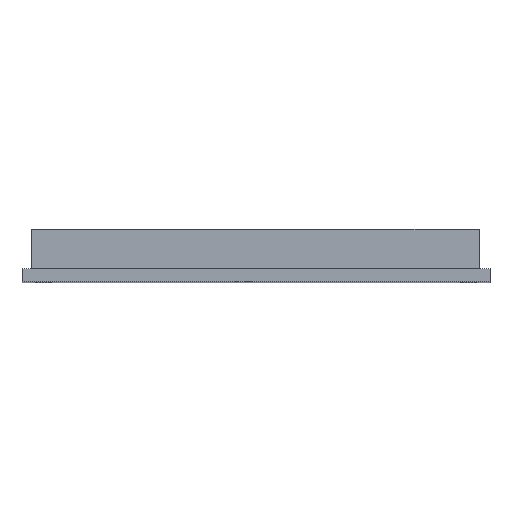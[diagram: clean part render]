
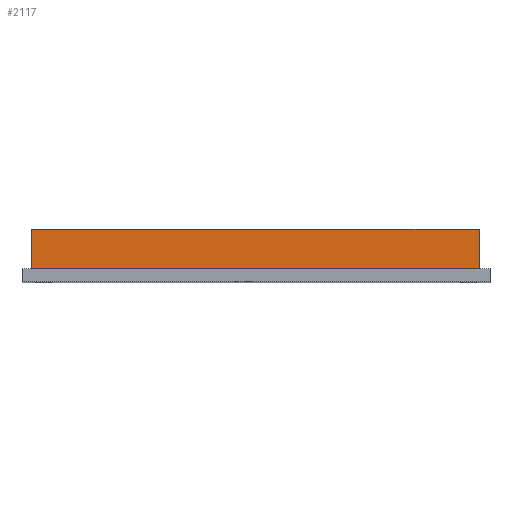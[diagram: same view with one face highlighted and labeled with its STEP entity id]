
A CAD part, top view. The second image highlights one B-rep face of the part: STEP entity #2117.
In plain terms, the highlighted planar face has unit normal (0, 0, 1).
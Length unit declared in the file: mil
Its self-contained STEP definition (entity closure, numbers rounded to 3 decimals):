
#84 = EDGE_CURVE ( 'NONE', #2679, #8911, #2229, .T. ) ;
#621 = VECTOR ( 'NONE', #2527, 39370.079 ) ;
#649 = FACE_OUTER_BOUND ( 'NONE', #6362, .T. ) ;
#1086 = LINE ( 'NONE', #8484, #7410 ) ;
#2117 = ADVANCED_FACE ( 'NONE', ( #649 ), #9496, .F. ) ;
#2229 = LINE ( 'NONE', #8883, #8010 ) ;
#2390 = ORIENTED_EDGE ( 'NONE', *, *, #4893, .F. ) ;
#2527 = DIRECTION ( 'NONE',  ( 0., -1., 0. ) ) ;
#2679 = VERTEX_POINT ( 'NONE', #8007 ) ;
#3085 = AXIS2_PLACEMENT_3D ( 'NONE', #6590, #8874, #5812 ) ;
#3431 = DIRECTION ( 'NONE',  ( 0., -1., 0. ) ) ;
#3554 = ORIENTED_EDGE ( 'NONE', *, *, #5732, .T. ) ;
#3625 = DIRECTION ( 'NONE',  ( 1., 0., 0. ) ) ;
#3664 = CARTESIAN_POINT ( 'NONE',  ( -1346.628, 248.031, 874.957 ) ) ;
#4344 = EDGE_CURVE ( 'NONE', #4925, #8911, #6221, .T. ) ;
#4363 = VECTOR ( 'NONE', #3625, 39370.079 ) ;
#4408 = CARTESIAN_POINT ( 'NONE',  ( 763.608, 248.031, 874.957 ) ) ;
#4713 = ORIENTED_EDGE ( 'NONE', *, *, #4344, .F. ) ;
#4893 = EDGE_CURVE ( 'NONE', #9436, #4925, #6014, .T. ) ;
#4925 = VERTEX_POINT ( 'NONE', #4408 ) ;
#5354 = CARTESIAN_POINT ( 'NONE',  ( 763.608, 62.992, 874.957 ) ) ;
#5732 = EDGE_CURVE ( 'NONE', #9436, #2679, #1086, .T. ) ;
#5812 = DIRECTION ( 'NONE',  ( 0., -1., 0. ) ) ;
#5824 = DIRECTION ( 'NONE',  ( 1., 0., 0. ) ) ;
#6014 = LINE ( 'NONE', #7999, #4363 ) ;
#6221 = LINE ( 'NONE', #6726, #621 ) ;
#6362 = EDGE_LOOP ( 'NONE', ( #9508, #4713, #2390, #3554 ) ) ;
#6590 = CARTESIAN_POINT ( 'NONE',  ( -1346.628, 248.031, 874.957 ) ) ;
#6726 = CARTESIAN_POINT ( 'NONE',  ( 763.608, 248.031, 874.957 ) ) ;
#7410 = VECTOR ( 'NONE', #3431, 39370.079 ) ;
#7999 = CARTESIAN_POINT ( 'NONE',  ( -1346.628, 248.031, 874.957 ) ) ;
#8007 = CARTESIAN_POINT ( 'NONE',  ( -1346.628, 62.992, 874.957 ) ) ;
#8010 = VECTOR ( 'NONE', #5824, 39370.079 ) ;
#8484 = CARTESIAN_POINT ( 'NONE',  ( -1346.628, 248.031, 874.957 ) ) ;
#8874 = DIRECTION ( 'NONE',  ( 0., 0., -1. ) ) ;
#8883 = CARTESIAN_POINT ( 'NONE',  ( -1346.628, 62.992, 874.957 ) ) ;
#8911 = VERTEX_POINT ( 'NONE', #5354 ) ;
#9436 = VERTEX_POINT ( 'NONE', #3664 ) ;
#9496 = PLANE ( 'NONE',  #3085 ) ;
#9508 = ORIENTED_EDGE ( 'NONE', *, *, #84, .T. ) ;
